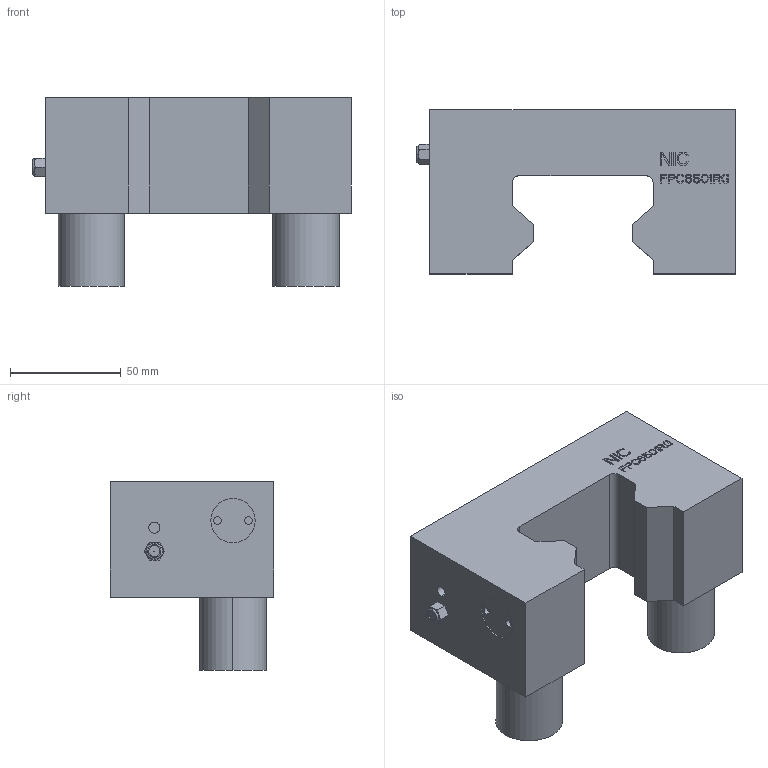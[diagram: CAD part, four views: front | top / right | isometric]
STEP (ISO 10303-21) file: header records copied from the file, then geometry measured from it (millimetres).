
FILE_DESCRIPTION((''),'2;1');
FILE_NAME('FPC6501RG','2025-05-18T22:28:39',('lx'),(''),'CREO PARAMETRIC BY PTC INC, 2018100','CREO PARAMETRIC BY PTC INC, 2018100','');
FILE_SCHEMA(('CONFIG_CONTROL_DESIGN'));
Length unit declared in the file: millimetre
Products named in the file (1): FPC6501RG
Bounding box: 144 x 74 x 85 mm (x, y, z)
Volume: 421034.7 mm3; surface area: 58230.2 mm2
Topology: 1 solids, 6 shells, 489 faces, 1317 edges, 873 vertices
Faces by surface type: plane 425, cylinder 44, cone 16, torus 2, sphere 2
Entity records: 15173 total; most frequent: CARTESIAN_POINT 2791, ORIENTED_EDGE 2630, DIRECTION 2387, EDGE_CURVE 1315, VECTOR 1173, LINE 1173, VERTEX_POINT 873, AXIS2_PLACEMENT_3D 607
